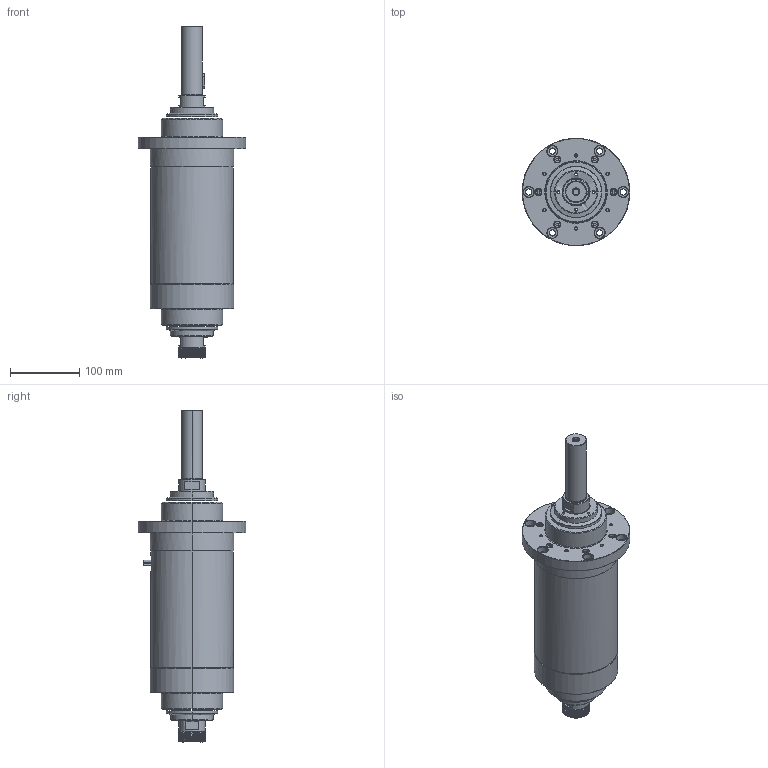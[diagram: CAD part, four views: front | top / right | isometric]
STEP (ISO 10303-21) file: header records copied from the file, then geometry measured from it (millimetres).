
FILE_DESCRIPTION (( 'STEP AP203' ), '1' );
FILE_NAME ('GDR120-12Z-6.0S.STEP', '2023-08-03T02:51:00', ( 'muse' ), ( 'muse' ), 'SwSTEP 2.0', 'SolidWorks 2019', '' );
FILE_SCHEMA (( 'CONFIG_CONTROL_DESIGN' ));
Length unit declared in the file: millimetre
Products named in the file (1): GDR120-12Z-6.0S
Bounding box: 155 x 154.51 x 478 mm (x, y, z)
Surface area: 189757 mm2 (no closed solid volume)
Topology: 0 solids, 27 shells, 448 faces, 1170 edges, 757 vertices
Faces by surface type: cylinder 176, plane 125, cone 105, torus 30, bspline 12
Entity records: 37574 total; most frequent: CARTESIAN_POINT 29053, ORIENTED_EDGE 2106, EDGE_CURVE 1168, B_SPLINE_CURVE_WITH_KNOTS 1117, DIRECTION 874, VERTEX_POINT 757, EDGE_LOOP 538, ADVANCED_FACE 446
